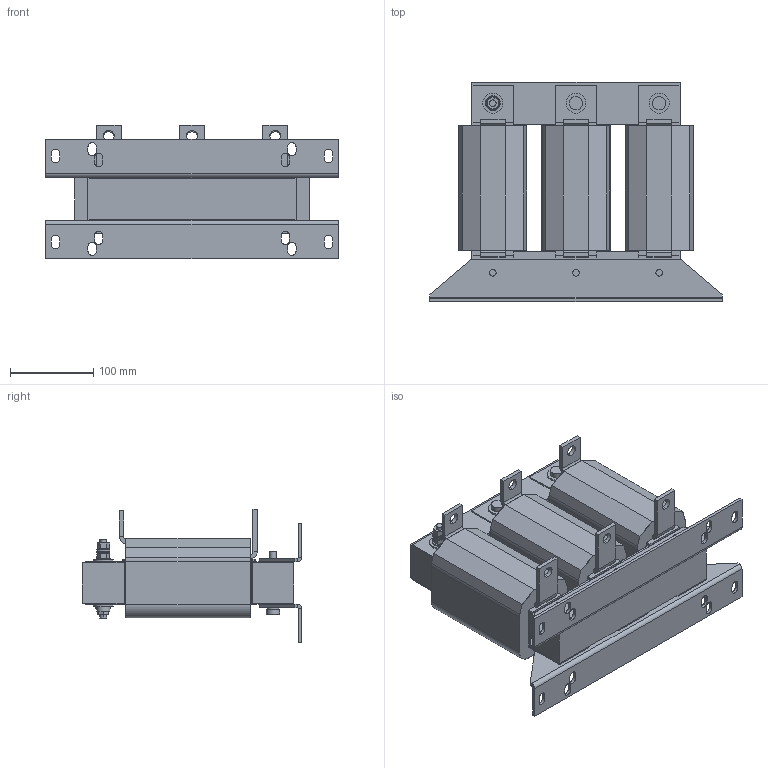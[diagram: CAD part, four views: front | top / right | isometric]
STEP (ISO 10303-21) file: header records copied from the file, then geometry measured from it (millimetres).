
FILE_DESCRIPTION (( 'STEP AP214' ), '1' );
FILE_NAME ('830421.STEP', '2024-01-04T05:24:54', ( '' ), ( '' ), 'SwSTEP 2.0', 'SolidWorks 2022', '' );
FILE_SCHEMA (( 'AUTOMOTIVE_DESIGN' ));
Length unit declared in the file: millimetre
Products named in the file (1): 830421
Bounding box: 352 x 263.35 x 160.3 mm (x, y, z)
Volume: 4903268.2 mm3; surface area: 402301.3 mm2
Topology: 1 solids, 1 shells, 499 faces, 1330 edges, 850 vertices
Faces by surface type: plane 353, cylinder 134, cone 6, torus 6
Entity records: 15664 total; most frequent: CARTESIAN_POINT 2836, ORIENTED_EDGE 2660, DIRECTION 2640, EDGE_CURVE 1330, VECTOR 972, LINE 972, VERTEX_POINT 850, AXIS2_PLACEMENT_3D 834
